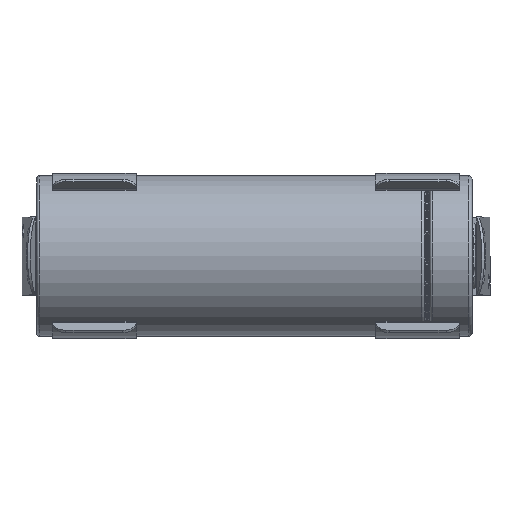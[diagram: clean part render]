
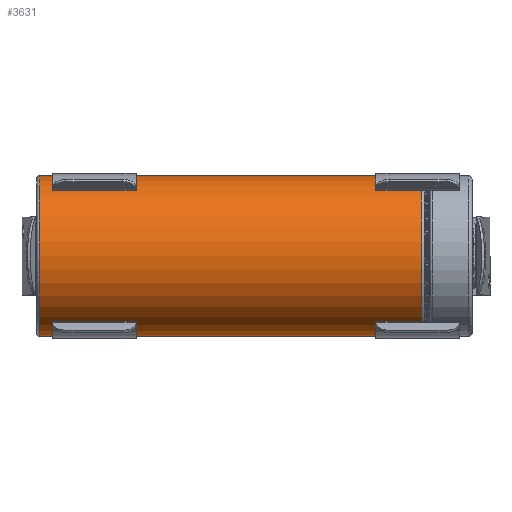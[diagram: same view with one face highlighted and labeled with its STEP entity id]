
A CAD part, top view. The second image highlights one B-rep face of the part: STEP entity #3631.
In plain terms, the highlighted cylindrical face has radius 9.15 mm (diameter 18.3 mm), a full revolution.
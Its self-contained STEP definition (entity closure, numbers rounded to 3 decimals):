
#467=LINE('',#6878,#693);
#693=VECTOR('',#5078,9.15);
#766=CYLINDRICAL_SURFACE('',#4055,9.15);
#955=FACE_OUTER_BOUND('',#1176,.T.);
#1176=EDGE_LOOP('',(#3326,#3327,#3328,#3329));
#1387=CIRCLE('',#4053,9.15);
#1389=CIRCLE('',#4056,9.15);
#1751=VERTEX_POINT('',#6872);
#1752=VERTEX_POINT('',#6876);
#2277=EDGE_CURVE('',#1751,#1751,#1387,.T.);
#2279=EDGE_CURVE('',#1752,#1752,#1389,.T.);
#2280=EDGE_CURVE('',#1752,#1751,#467,.T.);
#3326=ORIENTED_EDGE('',*,*,#2279,.F.);
#3327=ORIENTED_EDGE('',*,*,#2280,.T.);
#3328=ORIENTED_EDGE('',*,*,#2277,.T.);
#3329=ORIENTED_EDGE('',*,*,#2280,.F.);
#3631=ADVANCED_FACE('',(#955),#766,.T.);
#4053=AXIS2_PLACEMENT_3D('',#6873,#5070,#5071);
#4055=AXIS2_PLACEMENT_3D('',#6875,#5074,#5075);
#4056=AXIS2_PLACEMENT_3D('',#6877,#5076,#5077);
#5070=DIRECTION('center_axis',(0.,0.,1.));
#5071=DIRECTION('ref_axis',(1.,0.,0.));
#5074=DIRECTION('center_axis',(0.,0.,1.));
#5075=DIRECTION('ref_axis',(1.,0.,0.));
#5076=DIRECTION('center_axis',(0.,0.,1.));
#5077=DIRECTION('ref_axis',(1.,0.,0.));
#5078=DIRECTION('',(0.,0.,-1.));
#6872=CARTESIAN_POINT('',(-9.15,0.,-24.7));
#6873=CARTESIAN_POINT('Origin',(0.,0.,-24.7));
#6875=CARTESIAN_POINT('Origin',(0.,0.,32.978));
#6876=CARTESIAN_POINT('',(-9.15,0.,18.913));
#6877=CARTESIAN_POINT('Origin',(0.,0.,18.913));
#6878=CARTESIAN_POINT('',(-9.15,0.,32.978));
